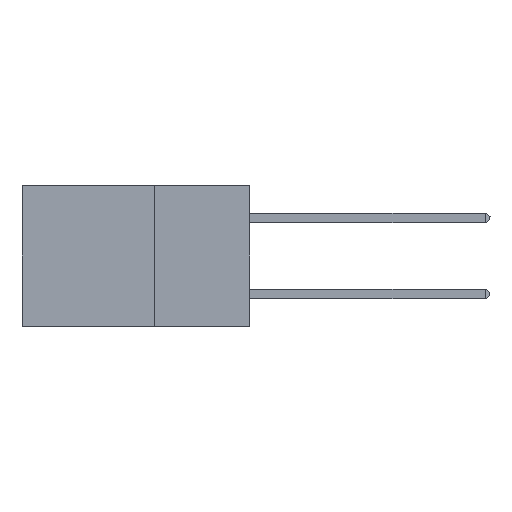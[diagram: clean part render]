
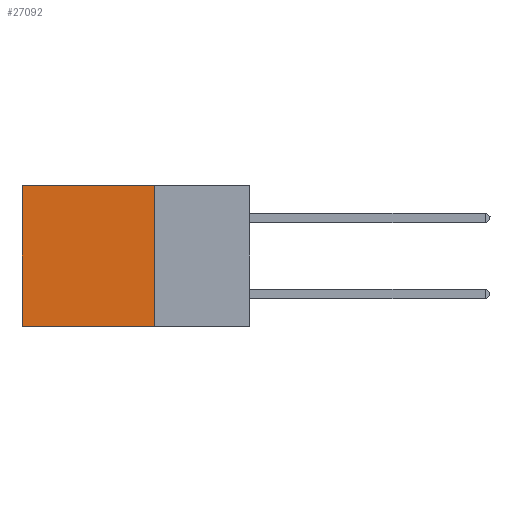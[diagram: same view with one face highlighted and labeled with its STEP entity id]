
A CAD part, left-side view. The second image highlights one B-rep face of the part: STEP entity #27092.
In plain terms, the highlighted planar face has unit normal (-1, 0, 0).
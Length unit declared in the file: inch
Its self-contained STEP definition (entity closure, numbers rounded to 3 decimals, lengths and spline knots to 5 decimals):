
#975 = EDGE_CURVE ( 'NONE', #4966, #15875, #20505, .T. ) ;
#2520 = LINE ( 'NONE', #11043, #19627 ) ;
#2703 = VECTOR ( 'NONE', #12260, 39.37008 ) ;
#4191 = CARTESIAN_POINT ( 'NONE',  ( 0.2875, 0.25, 0. ) ) ;
#4966 = VERTEX_POINT ( 'NONE', #4191 ) ;
#5200 = EDGE_CURVE ( 'NONE', #13392, #25929, #2520, .T. ) ;
#5467 = VECTOR ( 'NONE', #7695, 39.37008 ) ;
#7626 = ORIENTED_EDGE ( 'NONE', *, *, #975, .T. ) ;
#7695 = DIRECTION ( 'NONE',  ( 0., 1., 0. ) ) ;
#8935 = ORIENTED_EDGE ( 'NONE', *, *, #17180, .T. ) ;
#9101 = AXIS2_PLACEMENT_3D ( 'NONE', #13223, #23791, #17539 ) ;
#10064 = DIRECTION ( 'NONE',  ( 0., 0., -1. ) ) ;
#11009 = PLANE ( 'NONE',  #9101 ) ;
#11043 = CARTESIAN_POINT ( 'NONE',  ( 0.2875, 0.25, -0.37 ) ) ;
#11820 = CARTESIAN_POINT ( 'NONE',  ( 0.2875, 0.6, -0.37 ) ) ;
#12260 = DIRECTION ( 'NONE',  ( 0., 0., -1. ) ) ;
#13223 = CARTESIAN_POINT ( 'NONE',  ( 0.2875, 0.25, 0. ) ) ;
#13392 = VERTEX_POINT ( 'NONE', #18228 ) ;
#14191 = EDGE_LOOP ( 'NONE', ( #8935, #22992, #23027, #7626 ) ) ;
#15875 = VERTEX_POINT ( 'NONE', #27478 ) ;
#16325 = EDGE_CURVE ( 'NONE', #4966, #13392, #26897, .T. ) ;
#16739 = CARTESIAN_POINT ( 'NONE',  ( 0.2875, 0.6, 0. ) ) ;
#17180 = EDGE_CURVE ( 'NONE', #15875, #25929, #27337, .T. ) ;
#17434 = DIRECTION ( 'NONE',  ( 0., 1., 0. ) ) ;
#17539 = DIRECTION ( 'NONE',  ( 0., 0., -1. ) ) ;
#18228 = CARTESIAN_POINT ( 'NONE',  ( 0.2875, 0.25, -0.37 ) ) ;
#18577 = CARTESIAN_POINT ( 'NONE',  ( 0.2875, 0.25, 0. ) ) ;
#19627 = VECTOR ( 'NONE', #17434, 39.37008 ) ;
#20505 = LINE ( 'NONE', #18577, #5467 ) ;
#22992 = ORIENTED_EDGE ( 'NONE', *, *, #5200, .F. ) ;
#23027 = ORIENTED_EDGE ( 'NONE', *, *, #16325, .F. ) ;
#23509 = FACE_OUTER_BOUND ( 'NONE', #14191, .T. ) ;
#23791 = DIRECTION ( 'NONE',  ( 1., 0., 0. ) ) ;
#25868 = VECTOR ( 'NONE', #10064, 39.37008 ) ;
#25929 = VERTEX_POINT ( 'NONE', #11820 ) ;
#26897 = LINE ( 'NONE', #27164, #2703 ) ;
#27092 = ADVANCED_FACE ( 'NONE', ( #23509 ), #11009, .F. ) ;
#27164 = CARTESIAN_POINT ( 'NONE',  ( 0.2875, 0.25, 0. ) ) ;
#27337 = LINE ( 'NONE', #16739, #25868 ) ;
#27478 = CARTESIAN_POINT ( 'NONE',  ( 0.2875, 0.6, 0. ) ) ;
